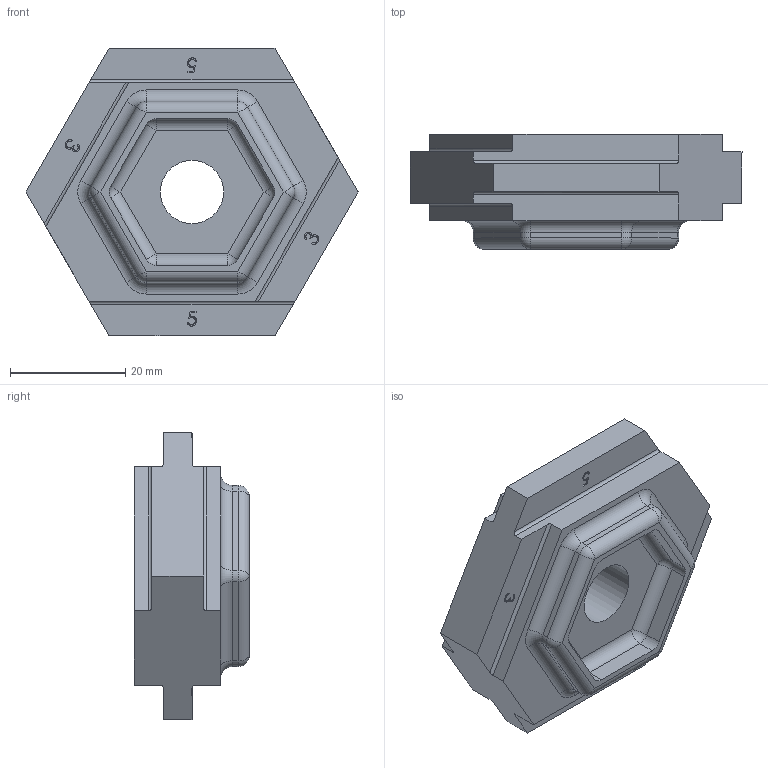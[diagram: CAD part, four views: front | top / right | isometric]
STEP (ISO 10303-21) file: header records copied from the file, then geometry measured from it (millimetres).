
FILE_DESCRIPTION(/* description */ (''),/* implementation_level */ '2;1');
FILE_NAME(/* name */ 'FBS-T.step',/* time_stamp */ '2021-07-05T08:40:10+01:00',/* author */ (''),/* organization */ (''),/* preprocessor_version */ 'ST-DEVELOPER v18.1',/* originating_system */ 'Autodesk Translation Framework v10.9.0.1377',/* authorisation */ '');
FILE_SCHEMA (('AUTOMOTIVE_DESIGN { 1 0 10303 214 3 1 1 }'));
Length unit declared in the file: millimetre
Products named in the file (1): FBS-T
Bounding box: 57.73 x 20 x 50 mm (x, y, z)
Volume: 16874.6 mm3; surface area: 9713.4 mm2
Topology: 1 solids, 1 shells, 445 faces, 1179 edges, 748 vertices
Faces by surface type: plane 258, bspline 98, cylinder 58, sphere 18, torus 13
Full cylindrical faces by diameter (mm): 11 x1, 17 x1
Entity records: 18662 total; most frequent: CARTESIAN_POINT 8277, ORIENTED_EDGE 2322, DIRECTION 1792, EDGE_CURVE 1161, LINE 834, VECTOR 834, VERTEX_POINT 748, AXIS2_PLACEMENT_3D 479
